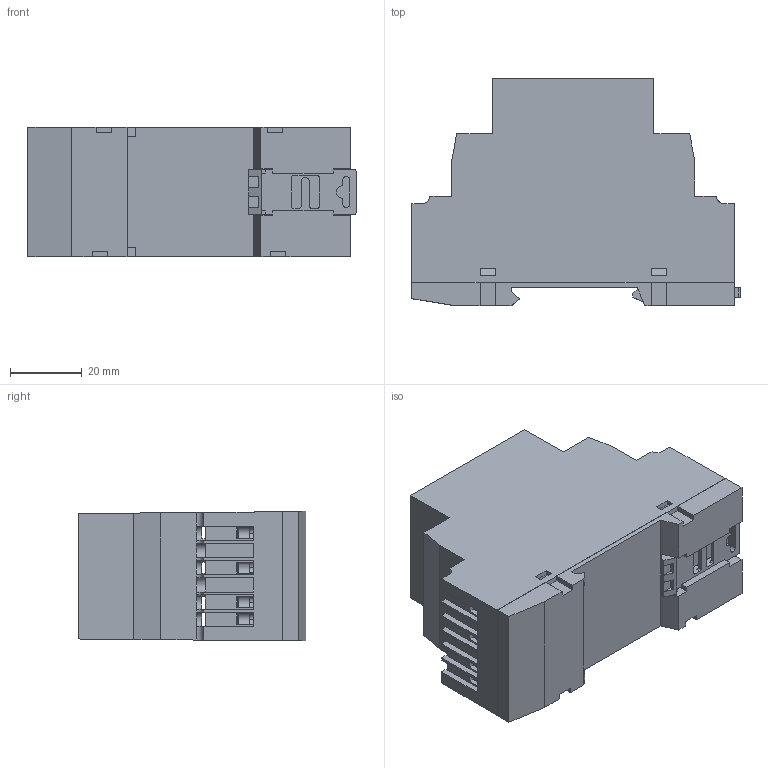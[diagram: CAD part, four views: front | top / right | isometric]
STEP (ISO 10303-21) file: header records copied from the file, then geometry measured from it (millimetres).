
FILE_DESCRIPTION (( 'STEP AP214' ), '1' );
FILE_NAME ('RKF-23(-24).ÃÌ Ðåëå êîíòðîëÿ ôàç RKF-23 EKF.STEP', '2024-08-06T10:37:40', ( '' ), ( '' ), 'SwSTEP 2.0', 'SolidWorks 2021', '' );
FILE_SCHEMA (( 'AUTOMOTIVE_DESIGN' ));
Length unit declared in the file: millimetre
Products named in the file (5): Êîïèÿ RKF-23(-24).ÃÌ-00.00.001 Êîðïóñ^RKF-23(-24).ÃÌ Ðåëå êîíòðîëÿ ôàç RKF-23 EKF_00; Êîïèÿ RKF-23(-24).ÃÌ-00.00.002 Äíèùå^RKF-23(-24).ÃÌ Ðåëå êîíòðîëÿ ôàç RKF-23 EKF_00; RKF-23(-24).ÃÌ Ðåëå êîíòðîëÿ ôàç RKF-23 EKF; Êîïèÿ RKF-23(-24).ÃÌ-00.00.003 Êëåììû^RKF-23(-24).ÃÌ Ðåëå êîíòðîëÿ ôàç RKF-23 EKF_00; Êîïèÿ RKF-23(-24).ÃÌ-00.00.004 Çàùåëêà^RKF-23(-24).ÃÌ Ðåëå êîíòðîëÿ ôàç RKF-23 EKF_00
Assembly tree (4 placements, depth 2):
  RKF-23(-24).ÃÌ Ðåëå êîíòðîëÿ ôàç RKF-23 EKF
    Êîïèÿ RKF-23(-24).ÃÌ-00.00.001 Êîðïóñ^RKF-23(-24).ÃÌ Ðåëå êîíòðîëÿ ôàç RKF-23 EKF_00
    Êîïèÿ RKF-23(-24).ÃÌ-00.00.002 Äíèùå^RKF-23(-24).ÃÌ Ðåëå êîíòðîëÿ ôàç RKF-23 EKF_00
    Êîïèÿ RKF-23(-24).ÃÌ-00.00.003 Êëåììû^RKF-23(-24).ÃÌ Ðåëå êîíòðîëÿ ôàç RKF-23 EKF_00
    Êîïèÿ RKF-23(-24).ÃÌ-00.00.004 Çàùåëêà^RKF-23(-24).ÃÌ Ðåëå êîíòðîëÿ ôàç RKF-23 EKF_00
Bounding box: 91.57 x 63.5 x 36.15 mm (x, y, z)
Volume: 77920.1 mm3; surface area: 53472.8 mm2
Topology: 38 solids, 38 shells, 1057 faces, 2878 edges, 1883 vertices
Faces by surface type: plane 861, cylinder 174, torus 22
Entity records: 38221 total; most frequent: CARTESIAN_POINT 6289, ORIENTED_EDGE 5756, DIRECTION 5351, EDGE_CURVE 2878, LINE 2341, VECTOR 2341, VERTEX_POINT 1883, AXIS2_PLACEMENT_3D 1505
